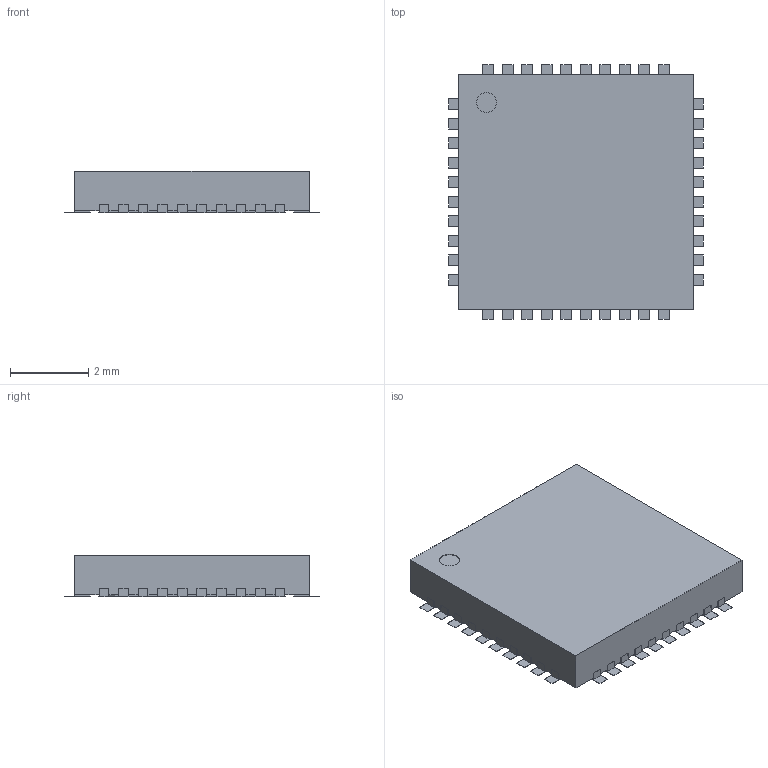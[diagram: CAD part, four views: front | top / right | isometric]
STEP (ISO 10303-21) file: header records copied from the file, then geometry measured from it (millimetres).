
FILE_DESCRIPTION(/* description */ (''),/* implementation_level */ '2;1');
FILE_NAME(/* name */ 'QFN040Q_P050_0065_T047X047.stp',/* time_stamp */ '2023-11-01T20:45:50+03:00',/* author */ (''),/* organization */ (''),/* preprocessor_version */ 'ST-DEVELOPER v16.7',/* originating_system */ 'SIEMENS PLM Software NX 12.0',/* authorisation */ '');
FILE_SCHEMA (('AUTOMOTIVE_DESIGN { 1 0 10303 214 3 1 1 1 }'));
Length unit declared in the file: millimetre
Products named in the file (1): QFN040Q_P050_0065_T047X047
Bounding box: 6.51 x 6.51 x 1.05 mm (x, y, z)
Volume: 37.3 mm3; surface area: 108.7 mm2
Topology: 1 solids, 1 shells, 460 faces, 1245 edges, 830 vertices
Faces by surface type: plane 458, cylinder 2
Entity records: 15965 total; most frequent: CARTESIAN_POINT 2536, ORIENTED_EDGE 2490, DIRECTION 2171, EDGE_CURVE 1245, LINE 1241, VECTOR 1241, VERTEX_POINT 830, EDGE_LOOP 503
